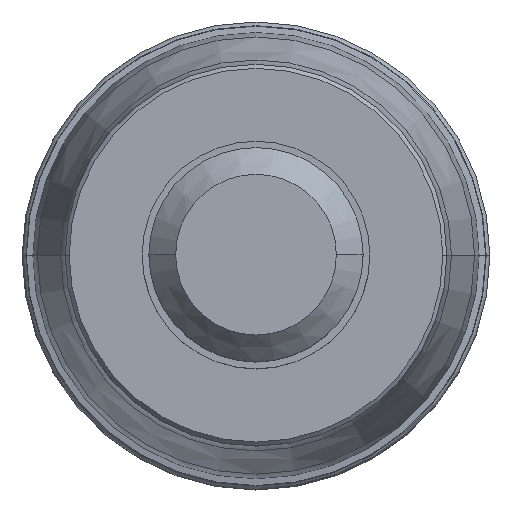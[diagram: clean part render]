
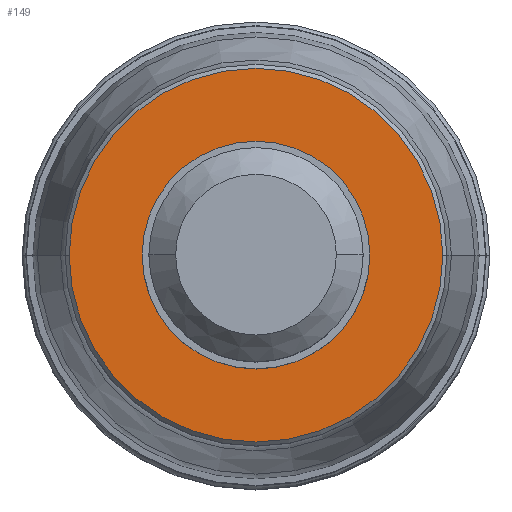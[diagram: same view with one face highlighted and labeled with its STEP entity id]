
A CAD part, top view. The second image highlights one B-rep face of the part: STEP entity #149.
In plain terms, the highlighted planar face has unit normal (0, 0, 1).
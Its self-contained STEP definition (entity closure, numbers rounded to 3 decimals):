
#28=PLANE('',#1435);
#33=FACE_BOUND('',#324,.T.);
#34=FACE_BOUND('',#325,.T.);
#149=ADVANCED_FACE('',(#33,#34),#28,.F.);
#324=EDGE_LOOP('',(#544,#545,#546,#547));
#325=EDGE_LOOP('',(#548,#549));
#544=ORIENTED_EDGE('',*,*,#898,.T.);
#545=ORIENTED_EDGE('',*,*,#902,.T.);
#546=ORIENTED_EDGE('',*,*,#901,.T.);
#547=ORIENTED_EDGE('',*,*,#899,.T.);
#548=ORIENTED_EDGE('',*,*,#903,.T.);
#549=ORIENTED_EDGE('',*,*,#904,.T.);
#757=VERTEX_POINT('',#3169);
#758=VERTEX_POINT('',#3171);
#759=VERTEX_POINT('',#3173);
#760=VERTEX_POINT('',#3177);
#761=VERTEX_POINT('',#3181);
#762=VERTEX_POINT('',#3182);
#898=EDGE_CURVE('',#758,#757,#1065,.T.);
#899=EDGE_CURVE('',#759,#758,#1066,.T.);
#901=EDGE_CURVE('',#760,#759,#1067,.T.);
#902=EDGE_CURVE('',#757,#760,#1068,.T.);
#903=EDGE_CURVE('',#761,#762,#1069,.T.);
#904=EDGE_CURVE('',#762,#761,#1070,.T.);
#1065=CIRCLE('',#1427,13.95);
#1066=CIRCLE('',#1428,13.95);
#1067=CIRCLE('',#1430,13.95);
#1068=CIRCLE('',#1431,13.95);
#1069=CIRCLE('',#1433,8.5);
#1070=CIRCLE('',#1434,8.5);
#1427=AXIS2_PLACEMENT_3D('',#3170,#1768,#1769);
#1428=AXIS2_PLACEMENT_3D('',#3172,#1770,#1771);
#1430=AXIS2_PLACEMENT_3D('',#3176,#1775,#1776);
#1431=AXIS2_PLACEMENT_3D('',#3178,#1777,#1778);
#1433=AXIS2_PLACEMENT_3D('',#3180,#1781,#1782);
#1434=AXIS2_PLACEMENT_3D('',#3183,#1783,#1784);
#1435=AXIS2_PLACEMENT_3D('',#3184,#1785,#1786);
#1768=DIRECTION('',(0.,0.,1.));
#1769=DIRECTION('',(0.,1.,0.));
#1770=DIRECTION('',(0.,0.,1.));
#1771=DIRECTION('',(1.,0.,0.));
#1775=DIRECTION('',(0.,0.,1.));
#1776=DIRECTION('',(0.,-1.,0.));
#1777=DIRECTION('',(0.,0.,1.));
#1778=DIRECTION('',(-1.,0.,0.));
#1781=DIRECTION('',(0.,0.,-1.));
#1782=DIRECTION('',(-1.,0.,0.));
#1783=DIRECTION('',(0.,0.,-1.));
#1784=DIRECTION('',(1.,0.,0.));
#1785=DIRECTION('',(0.,0.,-1.));
#1786=DIRECTION('',(1.,0.,0.));
#3169=CARTESIAN_POINT('',(-13.95,0.,0.));
#3170=CARTESIAN_POINT('',(0.,0.,0.));
#3171=CARTESIAN_POINT('',(0.,13.95,0.));
#3172=CARTESIAN_POINT('',(0.,0.,0.));
#3173=CARTESIAN_POINT('',(13.95,0.,0.));
#3176=CARTESIAN_POINT('',(0.,0.,0.));
#3177=CARTESIAN_POINT('',(0.,-13.95,0.));
#3178=CARTESIAN_POINT('',(0.,0.,0.));
#3180=CARTESIAN_POINT('',(0.,0.,0.));
#3181=CARTESIAN_POINT('',(-8.5,0.,0.));
#3182=CARTESIAN_POINT('',(8.5,0.,0.));
#3183=CARTESIAN_POINT('',(0.,0.,0.));
#3184=CARTESIAN_POINT('',(0.,0.,0.));
